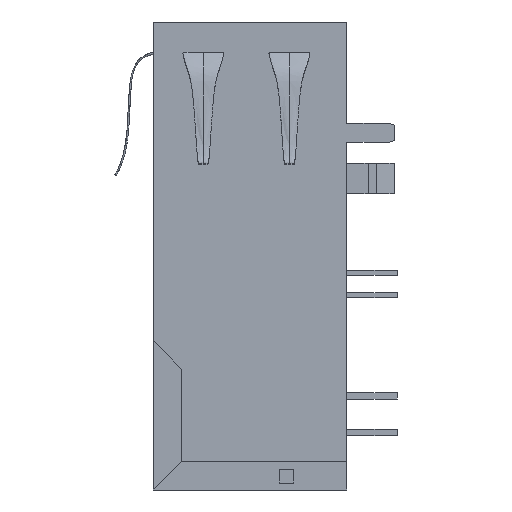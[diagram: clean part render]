
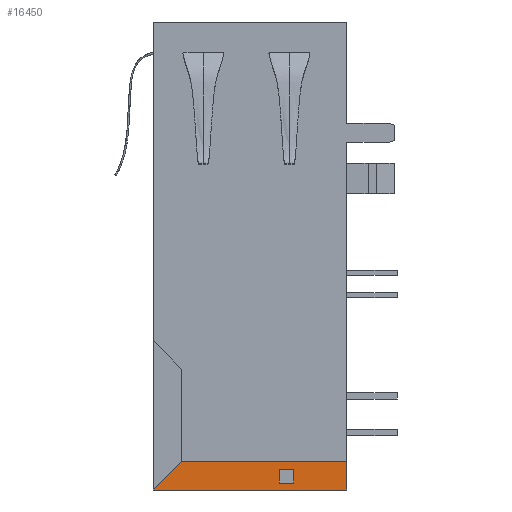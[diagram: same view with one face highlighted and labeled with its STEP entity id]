
A CAD part, left-side view. The second image highlights one B-rep face of the part: STEP entity #16450.
In plain terms, the highlighted planar face has unit normal (-1, 0, 0).
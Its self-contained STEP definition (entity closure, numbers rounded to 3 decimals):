
#2959 = LINE ( 'NONE', #2960, #5116 ) ;
#2960 = CARTESIAN_POINT ( 'NONE',  ( -8.3, -3.034, -14.882 ) ) ;
#2961 = DIRECTION ( 'NONE',  ( 0., 0., -1. ) ) ;
#3348 = LINE ( 'NONE', #3349, #5112 ) ;
#3349 = CARTESIAN_POINT ( 'NONE',  ( -8.3, -2.043, -14.882 ) ) ;
#3350 = DIRECTION ( 'NONE',  ( 0., 0., 1. ) ) ;
#5110 = VECTOR ( 'NONE', #9162, 1000. ) ;
#5112 = VECTOR ( 'NONE', #3350, 1000. ) ;
#5116 = VECTOR ( 'NONE', #2961, 1000. ) ;
#6229 = ORIENTED_EDGE ( 'NONE', *, *, #9798, .F. ) ;
#6230 = ORIENTED_EDGE ( 'NONE', *, *, #9769, .T. ) ;
#6240 = ORIENTED_EDGE ( 'NONE', *, *, #9691, .F. ) ;
#6242 = ORIENTED_EDGE ( 'NONE', *, *, #9712, .T. ) ;
#6243 = ORIENTED_EDGE ( 'NONE', *, *, #9732, .T. ) ;
#6245 = ORIENTED_EDGE ( 'NONE', *, *, #9727, .T. ) ;
#6246 = ORIENTED_EDGE ( 'NONE', *, *, #9713, .T. ) ;
#6251 = ORIENTED_EDGE ( 'NONE', *, *, #9775, .T. ) ;
#6365 = VECTOR ( 'NONE', #9159, 1000. ) ;
#6382 = VECTOR ( 'NONE', #9018, 1000. ) ;
#6819 = VERTEX_POINT ( 'NONE', #19230 ) ;
#6824 = VERTEX_POINT ( 'NONE', #19235 ) ;
#6839 = VERTEX_POINT ( 'NONE', #19249 ) ;
#6845 = VERTEX_POINT ( 'NONE', #19253 ) ;
#6857 = VERTEX_POINT ( 'NONE', #19265 ) ;
#6858 = VERTEX_POINT ( 'NONE', #19266 ) ;
#6871 = VERTEX_POINT ( 'NONE', #19279 ) ;
#6969 = LINE ( 'NONE', #6970, #7849 ) ;
#6970 = CARTESIAN_POINT ( 'NONE',  ( -8.3, 6.75, -16.3 ) ) ;
#6971 = DIRECTION ( 'NONE',  ( 0., -1., 0. ) ) ;
#6987 = LINE ( 'NONE', #6988, #7853 ) ;
#6988 = CARTESIAN_POINT ( 'NONE',  ( -8.3, -2.043, -15.816 ) ) ;
#6989 = DIRECTION ( 'NONE',  ( 0., 1., 0. ) ) ;
#7122 = LINE ( 'NONE', #7123, #15890 ) ;
#7123 = CARTESIAN_POINT ( 'NONE',  ( -8.3, 6.75, -16.3 ) ) ;
#7124 = DIRECTION ( 'NONE',  ( 0., -0.707, 0.707 ) ) ;
#7140 = CARTESIAN_POINT ( 'NONE',  ( -8.3, -3.034, -14.882 ) ) ;
#7849 = VECTOR ( 'NONE', #6971, 1000. ) ;
#7853 = VECTOR ( 'NONE', #6989, 1000. ) ;
#9016 = LINE ( 'NONE', #9017, #6382 ) ;
#9017 = CARTESIAN_POINT ( 'NONE',  ( -8.3, 6.75, -14.3 ) ) ;
#9018 = DIRECTION ( 'NONE',  ( 0., -1., 0. ) ) ;
#9157 = LINE ( 'NONE', #9158, #6365 ) ;
#9158 = CARTESIAN_POINT ( 'NONE',  ( -8.3, -6.75, -16.3 ) ) ;
#9159 = DIRECTION ( 'NONE',  ( 0., 0., 1. ) ) ;
#9160 = LINE ( 'NONE', #9161, #5110 ) ;
#9161 = CARTESIAN_POINT ( 'NONE',  ( -8.3, -2.043, -14.882 ) ) ;
#9162 = DIRECTION ( 'NONE',  ( 0., -1., 0. ) ) ;
#9492 = AXIS2_PLACEMENT_3D ( 'NONE', #12021, #12022, #12023 ) ;
#9502 = FACE_OUTER_BOUND ( 'NONE', #14578, .T. ) ;
#9517 = FACE_BOUND ( 'NONE', #21252, .T. ) ;
#9691 = EDGE_CURVE ( 'NONE', #6839, #6824, #9016, .T. ) ;
#9712 = EDGE_CURVE ( 'NONE', #6858, #6824, #9157, .T. ) ;
#9713 = EDGE_CURVE ( 'NONE', #6857, #10018, #9160, .T. ) ;
#9727 = EDGE_CURVE ( 'NONE', #10018, #6871, #2959, .T. ) ;
#9732 = EDGE_CURVE ( 'NONE', #6845, #6857, #3348, .T. ) ;
#9769 = EDGE_CURVE ( 'NONE', #6819, #6858, #6969, .T. ) ;
#9775 = EDGE_CURVE ( 'NONE', #6871, #6845, #6987, .T. ) ;
#9798 = EDGE_CURVE ( 'NONE', #6819, #6839, #7122, .T. ) ;
#10018 = VERTEX_POINT ( 'NONE', #7140 ) ;
#12017 = PLANE ( 'NONE',  #9492 ) ;
#12021 = CARTESIAN_POINT ( 'NONE',  ( -8.3, 6.75, -16.3 ) ) ;
#12022 = DIRECTION ( 'NONE',  ( -1., 0., 0. ) ) ;
#12023 = DIRECTION ( 'NONE',  ( 0., 0., 1. ) ) ;
#14578 = EDGE_LOOP ( 'NONE', ( #6240, #6229, #6230, #6242 ) ) ;
#15890 = VECTOR ( 'NONE', #7124, 1000. ) ;
#16450 = ADVANCED_FACE ( 'NONE', ( #9502, #9517 ), #12017, .T. ) ;
#19230 = CARTESIAN_POINT ( 'NONE',  ( -8.3, 6.75, -16.3 ) ) ;
#19235 = CARTESIAN_POINT ( 'NONE',  ( -8.3, -6.75, -14.3 ) ) ;
#19249 = CARTESIAN_POINT ( 'NONE',  ( -8.3, 4.75, -14.3 ) ) ;
#19253 = CARTESIAN_POINT ( 'NONE',  ( -8.3, -2.043, -15.816 ) ) ;
#19265 = CARTESIAN_POINT ( 'NONE',  ( -8.3, -2.043, -14.882 ) ) ;
#19266 = CARTESIAN_POINT ( 'NONE',  ( -8.3, -6.75, -16.3 ) ) ;
#19279 = CARTESIAN_POINT ( 'NONE',  ( -8.3, -3.034, -15.816 ) ) ;
#21252 = EDGE_LOOP ( 'NONE', ( #6243, #6246, #6245, #6251 ) ) ;
